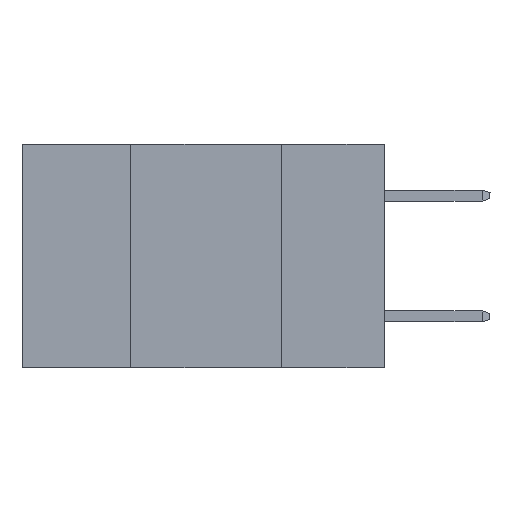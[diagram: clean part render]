
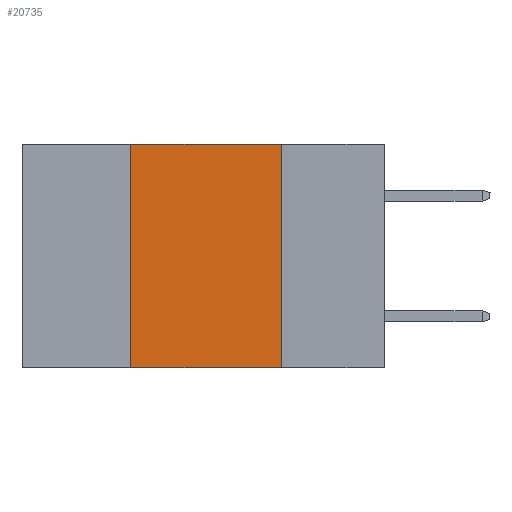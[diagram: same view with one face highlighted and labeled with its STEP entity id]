
A CAD part, left-side view. The second image highlights one B-rep face of the part: STEP entity #20735.
In plain terms, the highlighted planar face has unit normal (-1, 0, 0).
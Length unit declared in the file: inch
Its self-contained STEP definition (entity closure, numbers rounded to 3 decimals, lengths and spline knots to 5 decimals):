
#87 = CARTESIAN_POINT ( 'NONE',  ( 0., 0.17, -0.37 ) ) ;
#1596 = EDGE_LOOP ( 'NONE', ( #17474, #6865, #16436, #9404 ) ) ;
#2167 = DIRECTION ( 'NONE',  ( 0., 0., -1. ) ) ;
#2759 = CARTESIAN_POINT ( 'NONE',  ( 0., 0.17, 0. ) ) ;
#3040 = VERTEX_POINT ( 'NONE', #25294 ) ;
#3046 = AXIS2_PLACEMENT_3D ( 'NONE', #24992, #12464, #2167 ) ;
#3049 = CARTESIAN_POINT ( 'NONE',  ( 0., 0.42, 0. ) ) ;
#4436 = VERTEX_POINT ( 'NONE', #87 ) ;
#4538 = VECTOR ( 'NONE', #19262, 39.37008 ) ;
#5535 = DIRECTION ( 'NONE',  ( 0., -1., 0. ) ) ;
#6727 = VECTOR ( 'NONE', #17688, 39.37008 ) ;
#6865 = ORIENTED_EDGE ( 'NONE', *, *, #20479, .F. ) ;
#7707 = VERTEX_POINT ( 'NONE', #15929 ) ;
#8101 = EDGE_CURVE ( 'NONE', #3040, #4436, #21357, .T. ) ;
#9120 = EDGE_CURVE ( 'NONE', #20569, #4436, #13883, .T. ) ;
#9404 = ORIENTED_EDGE ( 'NONE', *, *, #8101, .T. ) ;
#9575 = CARTESIAN_POINT ( 'NONE',  ( 0., 0.17, 0. ) ) ;
#12464 = DIRECTION ( 'NONE',  ( 1., 0., 0. ) ) ;
#13883 = LINE ( 'NONE', #9575, #4538 ) ;
#14380 = EDGE_CURVE ( 'NONE', #3040, #7707, #19681, .T. ) ;
#14847 = VECTOR ( 'NONE', #5535, 39.37008 ) ;
#15266 = FACE_OUTER_BOUND ( 'NONE', #1596, .T. ) ;
#15929 = CARTESIAN_POINT ( 'NONE',  ( 0., 0.42, 0. ) ) ;
#16436 = ORIENTED_EDGE ( 'NONE', *, *, #14380, .F. ) ;
#17474 = ORIENTED_EDGE ( 'NONE', *, *, #9120, .F. ) ;
#17688 = DIRECTION ( 'NONE',  ( 0., 0., 1. ) ) ;
#18627 = PLANE ( 'NONE',  #3046 ) ;
#19262 = DIRECTION ( 'NONE',  ( 0., 0., -1. ) ) ;
#19662 = CARTESIAN_POINT ( 'NONE',  ( 0., 0.6, -0.37 ) ) ;
#19681 = LINE ( 'NONE', #3049, #6727 ) ;
#20479 = EDGE_CURVE ( 'NONE', #7707, #20569, #20482, .T. ) ;
#20482 = LINE ( 'NONE', #20865, #20809 ) ;
#20569 = VERTEX_POINT ( 'NONE', #2759 ) ;
#20735 = ADVANCED_FACE ( 'NONE', ( #15266 ), #18627, .F. ) ;
#20774 = DIRECTION ( 'NONE',  ( 0., -1., 0. ) ) ;
#20809 = VECTOR ( 'NONE', #20774, 39.37008 ) ;
#20865 = CARTESIAN_POINT ( 'NONE',  ( 0., 0.6, 0. ) ) ;
#21357 = LINE ( 'NONE', #19662, #14847 ) ;
#24992 = CARTESIAN_POINT ( 'NONE',  ( 0., 0.6, 0. ) ) ;
#25294 = CARTESIAN_POINT ( 'NONE',  ( 0., 0.42, -0.37 ) ) ;
